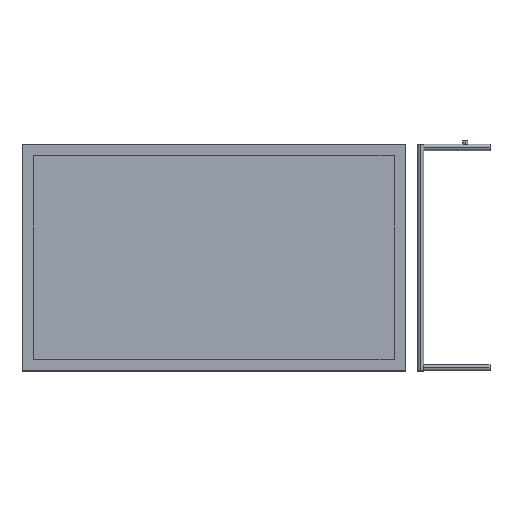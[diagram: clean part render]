
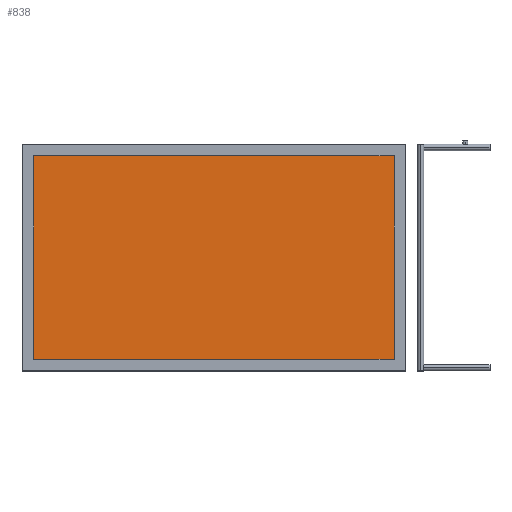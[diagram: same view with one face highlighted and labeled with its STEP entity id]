
A CAD part, top view. The second image highlights one B-rep face of the part: STEP entity #838.
In plain terms, the highlighted planar face has unit normal (0, 0, 1).
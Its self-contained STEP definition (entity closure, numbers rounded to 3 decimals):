
#11 = DIRECTION ( 'NONE',  ( 0., 0., -1. ) ) ;
#50 = AXIS2_PLACEMENT_3D ( 'NONE', #749, #11, #308 ) ;
#60 = ORIENTED_EDGE ( 'NONE', *, *, #115, .T. ) ;
#80 = DIRECTION ( 'NONE',  ( 0., 1., 0. ) ) ;
#91 = PLANE ( 'NONE',  #50 ) ;
#105 = DIRECTION ( 'NONE',  ( -1., 0., 0. ) ) ;
#115 = EDGE_CURVE ( 'NONE', #436, #761, #450, .T. ) ;
#143 = EDGE_LOOP ( 'NONE', ( #804, #904, #471, #60 ) ) ;
#176 = CARTESIAN_POINT ( 'NONE',  ( -544.5, 307.5, 125. ) ) ;
#241 = CARTESIAN_POINT ( 'NONE',  ( 544.5, 307.5, 125. ) ) ;
#271 = CARTESIAN_POINT ( 'NONE',  ( -544.5, 307.5, 125. ) ) ;
#302 = VECTOR ( 'NONE', #80, 1000. ) ;
#308 = DIRECTION ( 'NONE',  ( -1., 0., 0. ) ) ;
#314 = EDGE_CURVE ( 'NONE', #912, #436, #550, .T. ) ;
#347 = CARTESIAN_POINT ( 'NONE',  ( 544.5, -307.5, 125. ) ) ;
#376 = FACE_OUTER_BOUND ( 'NONE', #143, .T. ) ;
#436 = VERTEX_POINT ( 'NONE', #271 ) ;
#450 = LINE ( 'NONE', #899, #570 ) ;
#468 = EDGE_CURVE ( 'NONE', #761, #602, #651, .T. ) ;
#471 = ORIENTED_EDGE ( 'NONE', *, *, #314, .T. ) ;
#491 = VECTOR ( 'NONE', #105, 1000. ) ;
#535 = CARTESIAN_POINT ( 'NONE',  ( 544.5, 307.5, 125. ) ) ;
#550 = LINE ( 'NONE', #176, #491 ) ;
#551 = VECTOR ( 'NONE', #803, 1000. ) ;
#570 = VECTOR ( 'NONE', #831, 1000. ) ;
#602 = VERTEX_POINT ( 'NONE', #841 ) ;
#651 = LINE ( 'NONE', #347, #551 ) ;
#749 = CARTESIAN_POINT ( 'NONE',  ( 0., 0., 125. ) ) ;
#761 = VERTEX_POINT ( 'NONE', #802 ) ;
#802 = CARTESIAN_POINT ( 'NONE',  ( -544.5, -307.5, 125. ) ) ;
#803 = DIRECTION ( 'NONE',  ( 1., 0., 0. ) ) ;
#804 = ORIENTED_EDGE ( 'NONE', *, *, #468, .T. ) ;
#805 = EDGE_CURVE ( 'NONE', #602, #912, #897, .T. ) ;
#831 = DIRECTION ( 'NONE',  ( 0., -1., 0. ) ) ;
#838 = ADVANCED_FACE ( 'Y�z3', ( #376 ), #91, .F. ) ;
#841 = CARTESIAN_POINT ( 'NONE',  ( 544.5, -307.5, 125. ) ) ;
#897 = LINE ( 'NONE', #241, #302 ) ;
#899 = CARTESIAN_POINT ( 'NONE',  ( -544.5, -307.5, 125. ) ) ;
#904 = ORIENTED_EDGE ( 'NONE', *, *, #805, .T. ) ;
#912 = VERTEX_POINT ( 'NONE', #535 ) ;
